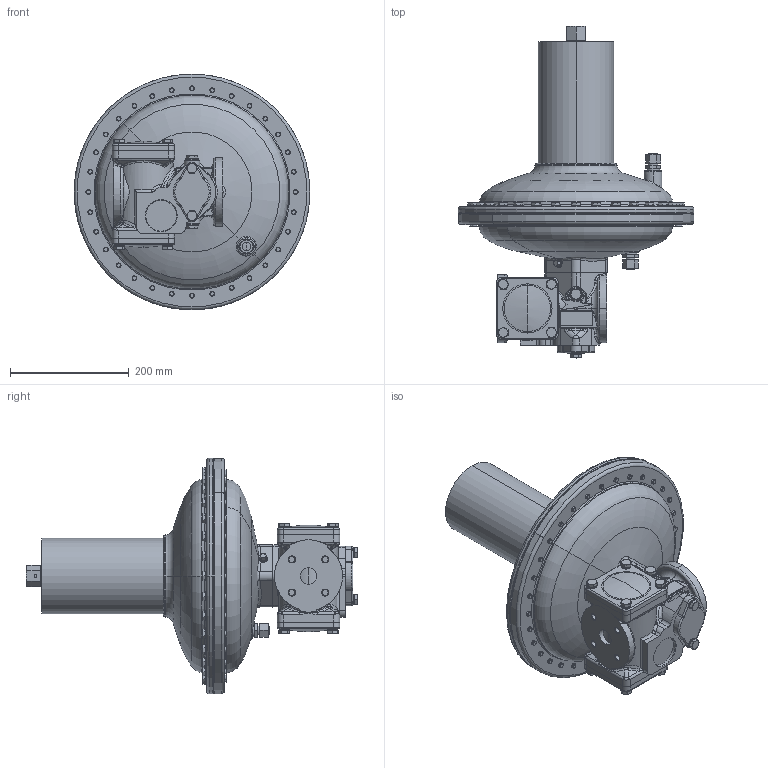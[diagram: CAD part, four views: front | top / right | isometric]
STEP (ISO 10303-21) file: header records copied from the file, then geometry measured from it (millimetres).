
FILE_DESCRIPTION (( 'STEP AP214' ), '1' );
FILE_NAME ('HON_70_DN25_RE2-0_ohne_SAV.STEP', '2019-06-26T11:37:51', ( '' ), ( '' ), 'SwSTEP 2.0', 'SolidWorks 2017', '' );
FILE_SCHEMA (( 'AUTOMOTIVE_DESIGN' ));
Length unit declared in the file: millimetre
Products named in the file (1): HON_70_DN25_RE2-0_ohne_SAV
Bounding box: 398 x 560 x 398 mm (x, y, z)
Volume: 16393296.1 mm3; surface area: 590988.3 mm2
Topology: 1 solids, 1 shells, 2017 faces, 4607 edges, 2690 vertices
Faces by surface type: plane 837, cylinder 461, cone 454, bspline 167, torus 91, sphere 7
Entity records: 66498 total; most frequent: CARTESIAN_POINT 23282, ORIENTED_EDGE 9170, DIRECTION 8893, EDGE_CURVE 4585, AXIS2_PLACEMENT_3D 3633, VERTEX_POINT 2690, EDGE_LOOP 2137, FACE_OUTER_BOUND 2017
